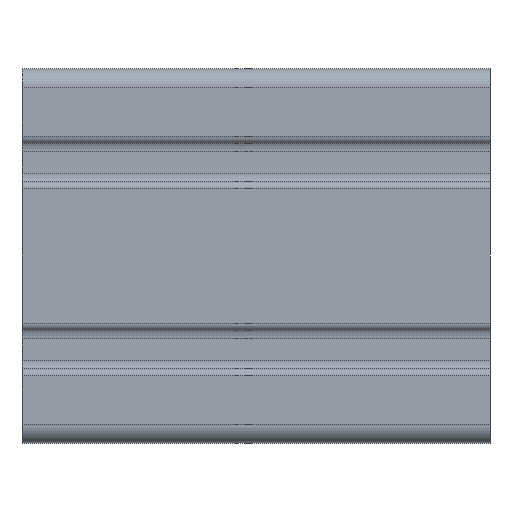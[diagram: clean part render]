
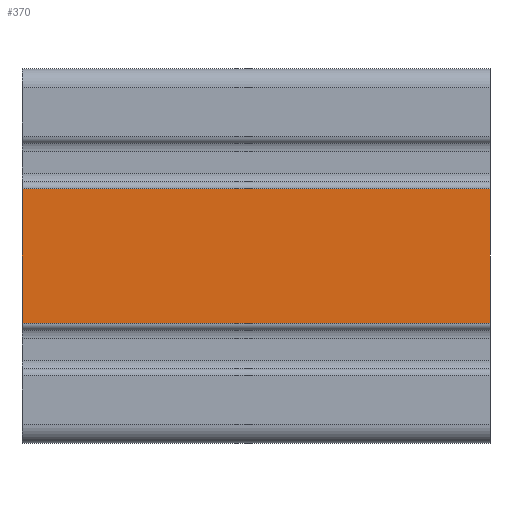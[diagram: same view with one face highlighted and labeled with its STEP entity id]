
A CAD part, left-side view. The second image highlights one B-rep face of the part: STEP entity #370.
In plain terms, the highlighted planar face has unit normal (-1, 0, 0).
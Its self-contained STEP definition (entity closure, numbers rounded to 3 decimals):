
#370 = ADVANCED_FACE( '', ( #834 ), #835, .T. );
#834 = FACE_OUTER_BOUND( '', #1401, .T. );
#835 = PLANE( '', #1402 );
#1401 = EDGE_LOOP( '', ( #2369, #2370, #2371, #2372 ) );
#1402 = AXIS2_PLACEMENT_3D( '', #2373, #2374, #2375 );
#2369 = ORIENTED_EDGE( '', *, *, #3885, .F. );
#2370 = ORIENTED_EDGE( '', *, *, #3675, .F. );
#2371 = ORIENTED_EDGE( '', *, *, #3886, .T. );
#2372 = ORIENTED_EDGE( '', *, *, #3616, .T. );
#2373 = CARTESIAN_POINT( '', ( -40., 100., -14.4 ) );
#2374 = DIRECTION( '', ( -1., 0., 0. ) );
#2375 = DIRECTION( '', ( 0., 0., 1. ) );
#3616 = EDGE_CURVE( '', #4415, #4413, #4416, .T. );
#3675 = EDGE_CURVE( '', #4517, #4513, #4519, .T. );
#3885 = EDGE_CURVE( '', #4513, #4413, #4853, .T. );
#3886 = EDGE_CURVE( '', #4517, #4415, #4854, .T. );
#4413 = VERTEX_POINT( '', #5549 );
#4415 = VERTEX_POINT( '', #5551 );
#4416 = LINE( '', #5552, #5553 );
#4513 = VERTEX_POINT( '', #5676 );
#4517 = VERTEX_POINT( '', #5681 );
#4519 = LINE( '', #5683, #5684 );
#4853 = LINE( '', #6113, #6114 );
#4854 = LINE( '', #6115, #6116 );
#5549 = CARTESIAN_POINT( '', ( -40., 0., -14.4 ) );
#5551 = CARTESIAN_POINT( '', ( -40., 100., -14.4 ) );
#5552 = CARTESIAN_POINT( '', ( -40., 100., -14.4 ) );
#5553 = VECTOR( '', #6835, 1000. );
#5676 = CARTESIAN_POINT( '', ( -40., 0., 14.4 ) );
#5681 = CARTESIAN_POINT( '', ( -40., 100., 14.4 ) );
#5683 = CARTESIAN_POINT( '', ( -40., 100., 14.4 ) );
#5684 = VECTOR( '', #6920, 1000. );
#6113 = CARTESIAN_POINT( '', ( -40., 0., -14.4 ) );
#6114 = VECTOR( '', #7208, 1000. );
#6115 = CARTESIAN_POINT( '', ( -40., 100., -14.4 ) );
#6116 = VECTOR( '', #7209, 1000. );
#6835 = DIRECTION( '', ( 0., -1., 0. ) );
#6920 = DIRECTION( '', ( 0., -1., 0. ) );
#7208 = DIRECTION( '', ( 0., 0., -1. ) );
#7209 = DIRECTION( '', ( 0., 0., -1. ) );
